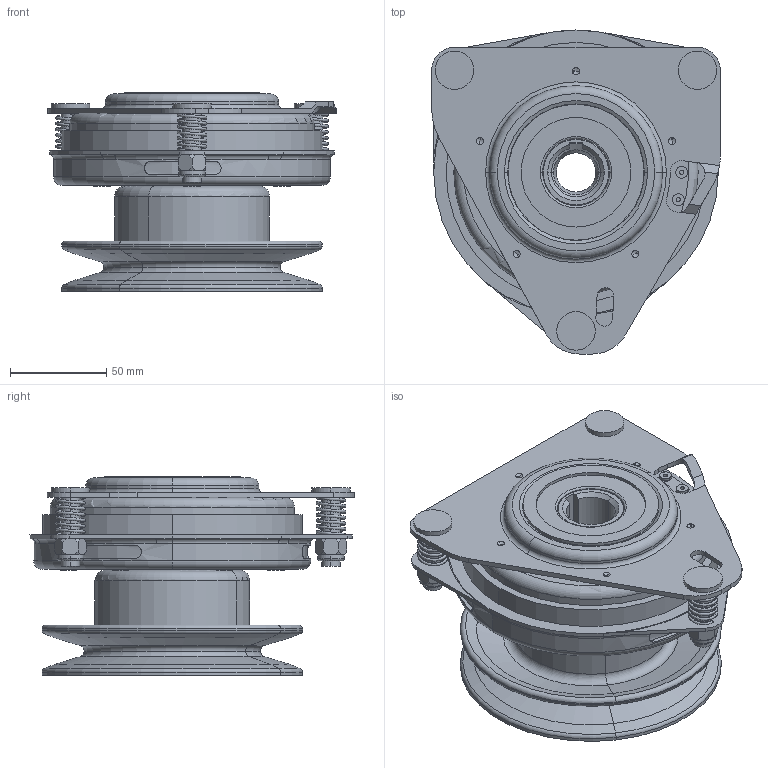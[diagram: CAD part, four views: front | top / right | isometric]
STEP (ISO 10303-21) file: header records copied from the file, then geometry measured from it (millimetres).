
FILE_DESCRIPTION (( 'STEP AP203' ), '1' );
FILE_NAME ('52316300_GT1-JD08_電磁クラッチブレーキ.STEP', '2015-07-27T06:58:12', ( '' ), ( '' ), 'SwSTEP 2.0', 'SolidWorks 2014', '' );
FILE_SCHEMA (( 'CONFIG_CONTROL_DESIGN' ));
Length unit declared in the file: millimetre
Products named in the file (1): 52316300_GT1-JD08_電磁クラッチブレーキ
Bounding box: 150 x 168.5 x 103.1 mm (x, y, z)
Volume: 822508.3 mm3; surface area: 212276.6 mm2
Topology: 1 solids, 13 shells, 640 faces, 1571 edges, 980 vertices
Faces by surface type: cylinder 251, plane 209, torus 84, cone 78, bspline 18
Entity records: 24137 total; most frequent: CARTESIAN_POINT 8451, DIRECTION 3545, ORIENTED_EDGE 3122, EDGE_CURVE 1561, AXIS2_PLACEMENT_3D 1458, VERTEX_POINT 980, CIRCLE 835, EDGE_LOOP 741
